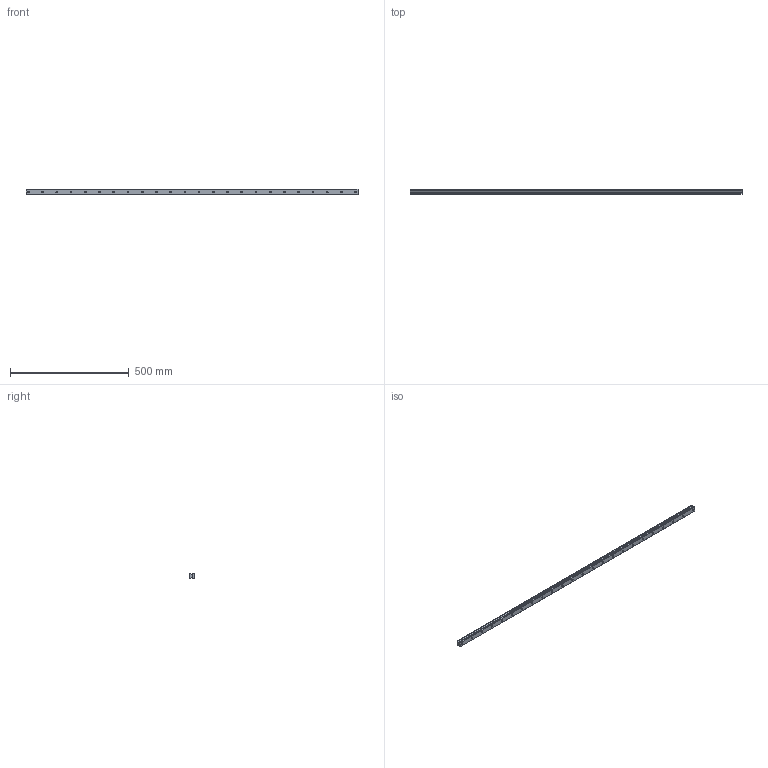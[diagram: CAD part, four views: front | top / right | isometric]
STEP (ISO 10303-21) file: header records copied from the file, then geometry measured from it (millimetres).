
FILE_DESCRIPTION (( 'STEP AP214' ), '1' );
FILE_NAME ('SSR25XTB1SS-1400LY_G10_0_B-M6F_658-5_0_0_0.STEP', '2021-06-28T13:11:45', ( '' ), ( '' ), 'SwSTEP 2.0', 'SolidWorks 2021', '' );
FILE_SCHEMA (( 'AUTOMOTIVE_DESIGN' ));
Length unit declared in the file: millimetre
Products named in the file (2): SSR25XTB1SS-1400LY_G10_0_B-M6F_658-5_0_0_0; _SSR25XTBY140010Y Track
Assembly tree (1 placements, depth 2):
  SSR25XTB1SS-1400LY_G10_0_B-M6F_658-5_0_0_0
    _SSR25XTBY140010Y Track
Bounding box: 1400 x 18 x 23 mm (x, y, z)
Volume: 488942.9 mm3; surface area: 132228 mm2
Topology: 1 solids, 1 shells, 146 faces, 360 edges, 240 vertices
Faces by surface type: cylinder 104, plane 42
Entity records: 4594 total; most frequent: DIRECTION 868, CARTESIAN_POINT 750, ORIENTED_EDGE 720, EDGE_CURVE 360, AXIS2_PLACEMENT_3D 358, VERTEX_POINT 240, EDGE_LOOP 218, CIRCLE 208
